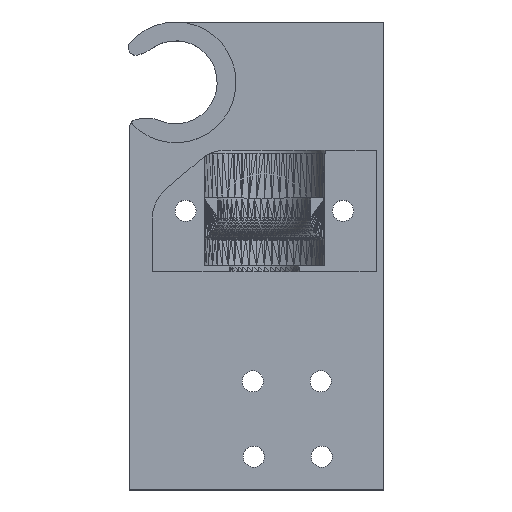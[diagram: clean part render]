
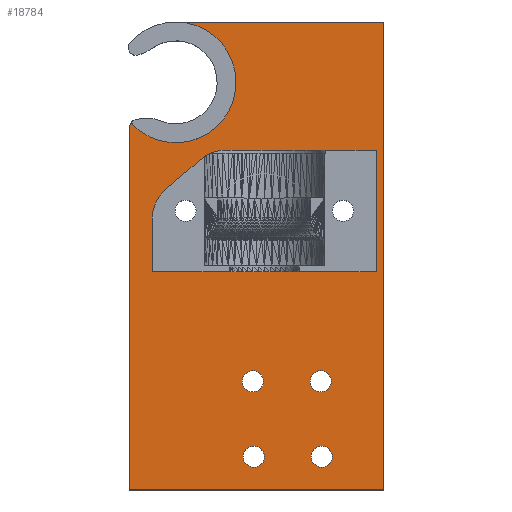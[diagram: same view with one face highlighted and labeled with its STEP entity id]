
A CAD part, top view. The second image highlights one B-rep face of the part: STEP entity #18784.
In plain terms, the highlighted planar face has unit normal (0, 0, 1).
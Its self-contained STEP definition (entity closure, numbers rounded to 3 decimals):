
#37=FACE_BOUND('',#1825,.T.);
#38=FACE_BOUND('',#1826,.T.);
#39=FACE_BOUND('',#1827,.T.);
#40=FACE_BOUND('',#1828,.T.);
#41=FACE_BOUND('',#1829,.T.);
#48=CIRCLE('',#20400,1.4);
#50=CIRCLE('',#20403,1.4);
#54=CIRCLE('',#20409,1.4);
#56=CIRCLE('',#20412,1.4);
#63=CIRCLE('',#20422,0.35);
#118=CIRCLE('',#20484,8.);
#123=CIRCLE('',#20493,1.);
#124=CIRCLE('',#20494,5.);
#125=CIRCLE('',#20495,5.);
#183=FACE_OUTER_BOUND('',#1824,.T.);
#1824=EDGE_LOOP('',(#12157,#12158,#12159,#12160,#12161,#12162,#12163));
#1825=EDGE_LOOP('',(#12164));
#1826=EDGE_LOOP('',(#12165));
#1827=EDGE_LOOP('',(#12166));
#1828=EDGE_LOOP('',(#12167));
#1829=EDGE_LOOP('',(#12168,#12169,#12170,#12171,#12172,#12173,#12174));
#3481=LINE('',#28304,#5976);
#3484=LINE('',#28310,#5979);
#3485=LINE('',#28312,#5980);
#3486=LINE('',#28313,#5981);
#3487=LINE('',#28316,#5982);
#3488=LINE('',#28320,#5983);
#3489=LINE('',#28324,#5984);
#3490=LINE('',#28326,#5985);
#3491=LINE('',#28327,#5986);
#5976=VECTOR('',#22369,1000.);
#5979=VECTOR('',#22376,1000.);
#5980=VECTOR('',#22377,1000.);
#5981=VECTOR('',#22378,1000.);
#5982=VECTOR('',#22379,1000.);
#5983=VECTOR('',#22382,1000.);
#5984=VECTOR('',#22385,1000.);
#5985=VECTOR('',#22386,1000.);
#5986=VECTOR('',#22387,1000.);
#8438=VERTEX_POINT('',#28087);
#8440=VERTEX_POINT('',#28092);
#8444=VERTEX_POINT('',#28102);
#8446=VERTEX_POINT('',#28107);
#8454=VERTEX_POINT('',#28125);
#8455=VERTEX_POINT('',#28127);
#8528=VERTEX_POINT('',#28287);
#8532=VERTEX_POINT('',#28302);
#8533=VERTEX_POINT('',#28303);
#8534=VERTEX_POINT('',#28309);
#8535=VERTEX_POINT('',#28311);
#8536=VERTEX_POINT('',#28314);
#8537=VERTEX_POINT('',#28315);
#8538=VERTEX_POINT('',#28317);
#8539=VERTEX_POINT('',#28319);
#8540=VERTEX_POINT('',#28321);
#8541=VERTEX_POINT('',#28323);
#8542=VERTEX_POINT('',#28325);
#9425=EDGE_CURVE('',#8438,#8438,#48,.T.);
#9427=EDGE_CURVE('',#8440,#8440,#50,.T.);
#9431=EDGE_CURVE('',#8444,#8444,#54,.T.);
#9433=EDGE_CURVE('',#8446,#8446,#56,.T.);
#9441=EDGE_CURVE('',#8455,#8454,#63,.T.);
#9517=EDGE_CURVE('',#8528,#8455,#118,.T.);
#9525=EDGE_CURVE('',#8532,#8533,#3481,.T.);
#9528=EDGE_CURVE('',#8454,#8533,#123,.T.);
#9529=EDGE_CURVE('',#8534,#8532,#3484,.T.);
#9530=EDGE_CURVE('',#8535,#8534,#3485,.T.);
#9531=EDGE_CURVE('',#8528,#8535,#3486,.T.);
#9532=EDGE_CURVE('',#8536,#8537,#3487,.T.);
#9533=EDGE_CURVE('',#8537,#8538,#124,.T.);
#9534=EDGE_CURVE('',#8538,#8539,#3488,.T.);
#9535=EDGE_CURVE('',#8539,#8540,#125,.T.);
#9536=EDGE_CURVE('',#8541,#8540,#3489,.T.);
#9537=EDGE_CURVE('',#8542,#8541,#3490,.T.);
#9538=EDGE_CURVE('',#8536,#8542,#3491,.T.);
#12157=ORIENTED_EDGE('',*,*,#9441,.T.);
#12158=ORIENTED_EDGE('',*,*,#9528,.T.);
#12159=ORIENTED_EDGE('',*,*,#9525,.F.);
#12160=ORIENTED_EDGE('',*,*,#9529,.F.);
#12161=ORIENTED_EDGE('',*,*,#9530,.F.);
#12162=ORIENTED_EDGE('',*,*,#9531,.F.);
#12163=ORIENTED_EDGE('',*,*,#9517,.T.);
#12164=ORIENTED_EDGE('',*,*,#9425,.T.);
#12165=ORIENTED_EDGE('',*,*,#9427,.T.);
#12166=ORIENTED_EDGE('',*,*,#9431,.T.);
#12167=ORIENTED_EDGE('',*,*,#9433,.T.);
#12168=ORIENTED_EDGE('',*,*,#9532,.T.);
#12169=ORIENTED_EDGE('',*,*,#9533,.T.);
#12170=ORIENTED_EDGE('',*,*,#9534,.T.);
#12171=ORIENTED_EDGE('',*,*,#9535,.T.);
#12172=ORIENTED_EDGE('',*,*,#9536,.F.);
#12173=ORIENTED_EDGE('',*,*,#9537,.F.);
#12174=ORIENTED_EDGE('',*,*,#9538,.F.);
#17163=PLANE('',#20492);
#18784=ADVANCED_FACE('',(#183,#37,#38,#39,#40,#41),#17163,.F.);
#20400=AXIS2_PLACEMENT_3D('',#28088,#22162,#22163);
#20403=AXIS2_PLACEMENT_3D('',#28093,#22168,#22169);
#20409=AXIS2_PLACEMENT_3D('',#28103,#22180,#22181);
#20412=AXIS2_PLACEMENT_3D('',#28108,#22186,#22187);
#20422=AXIS2_PLACEMENT_3D('',#28128,#22207,#22208);
#20484=AXIS2_PLACEMENT_3D('',#28288,#22350,#22351);
#20492=AXIS2_PLACEMENT_3D('',#28307,#22372,#22373);
#20493=AXIS2_PLACEMENT_3D('',#28308,#22374,#22375);
#20494=AXIS2_PLACEMENT_3D('',#28318,#22380,#22381);
#20495=AXIS2_PLACEMENT_3D('',#28322,#22383,#22384);
#22162=DIRECTION('center_axis',(0.,0.,-1.));
#22163=DIRECTION('ref_axis',(-1.,0.,0.));
#22168=DIRECTION('center_axis',(0.,0.,-1.));
#22169=DIRECTION('ref_axis',(-1.,0.,0.));
#22180=DIRECTION('center_axis',(0.,0.,-1.));
#22181=DIRECTION('ref_axis',(-1.,0.,0.));
#22186=DIRECTION('center_axis',(0.,0.,-1.));
#22187=DIRECTION('ref_axis',(-1.,0.,0.));
#22207=DIRECTION('center_axis',(0.,0.,-1.));
#22208=DIRECTION('ref_axis',(-1.,0.,0.));
#22350=DIRECTION('center_axis',(0.,0.,-1.));
#22351=DIRECTION('ref_axis',(-1.,0.,0.));
#22369=DIRECTION('',(0.,1.,0.));
#22372=DIRECTION('center_axis',(0.,0.,-1.));
#22373=DIRECTION('ref_axis',(-1.,0.,0.));
#22374=DIRECTION('center_axis',(0.,0.,1.));
#22375=DIRECTION('ref_axis',(-1.,0.,0.));
#22376=DIRECTION('',(-1.,0.,0.));
#22377=DIRECTION('',(0.,-1.,0.));
#22378=DIRECTION('',(1.,0.,0.));
#22379=DIRECTION('',(0.,1.,0.));
#22380=DIRECTION('center_axis',(0.,0.,-1.));
#22381=DIRECTION('ref_axis',(-1.,0.,0.));
#22382=DIRECTION('',(0.761,0.648,0.));
#22383=DIRECTION('center_axis',(0.,0.,-1.));
#22384=DIRECTION('ref_axis',(-1.,0.,0.));
#22385=DIRECTION('',(-1.,0.,0.));
#22386=DIRECTION('',(0.,1.,0.));
#22387=DIRECTION('',(1.,0.,0.));
#28087=CARTESIAN_POINT('',(16.24,-24.161,2.15));
#28088=CARTESIAN_POINT('Origin',(17.64,-24.161,2.15));
#28092=CARTESIAN_POINT('',(25.24,-24.161,2.15));
#28093=CARTESIAN_POINT('Origin',(26.64,-24.161,2.15));
#28102=CARTESIAN_POINT('',(16.103,-14.161,2.15));
#28103=CARTESIAN_POINT('Origin',(17.503,-14.161,2.15));
#28107=CARTESIAN_POINT('',(25.103,-14.161,2.15));
#28108=CARTESIAN_POINT('Origin',(26.503,-14.161,2.15));
#28125=CARTESIAN_POINT('',(1.495,20.275,2.15));
#28127=CARTESIAN_POINT('',(1.553,19.865,2.15));
#28128=CARTESIAN_POINT('Origin',(1.803,20.11,2.15));
#28287=CARTESIAN_POINT('',(7.273,33.459,2.15));
#28288=CARTESIAN_POINT('Origin',(7.273,25.459,2.15));
#28302=CARTESIAN_POINT('',(1.184,-28.561,2.15));
#28303=CARTESIAN_POINT('',(1.184,19.55,2.15));
#28304=CARTESIAN_POINT('',(1.184,33.459,2.15));
#28307=CARTESIAN_POINT('Origin',(0.,0.,2.15));
#28308=CARTESIAN_POINT('Origin',(2.184,19.55,2.15));
#28309=CARTESIAN_POINT('',(34.853,-28.561,2.15));
#28310=CARTESIAN_POINT('',(34.853,-28.561,2.15));
#28311=CARTESIAN_POINT('',(34.853,33.459,2.15));
#28312=CARTESIAN_POINT('',(34.853,33.459,2.15));
#28313=CARTESIAN_POINT('',(34.853,33.459,2.15));
#28314=CARTESIAN_POINT('',(4.184,0.329,2.15));
#28315=CARTESIAN_POINT('',(4.184,7.45,2.15));
#28316=CARTESIAN_POINT('',(4.184,0.,2.15));
#28317=CARTESIAN_POINT('',(5.942,11.256,2.15));
#28318=CARTESIAN_POINT('Origin',(9.184,7.45,2.15));
#28319=CARTESIAN_POINT('',(10.648,15.265,2.15));
#28320=CARTESIAN_POINT('',(-3.058,3.59,2.15));
#28321=CARTESIAN_POINT('',(13.89,16.459,2.15));
#28322=CARTESIAN_POINT('Origin',(13.89,11.459,2.15));
#28323=CARTESIAN_POINT('',(33.853,16.459,2.15));
#28324=CARTESIAN_POINT('',(0.,16.459,2.15));
#28325=CARTESIAN_POINT('',(33.853,0.329,2.15));
#28326=CARTESIAN_POINT('',(33.853,0.,2.15));
#28327=CARTESIAN_POINT('',(0.,0.329,2.15));
